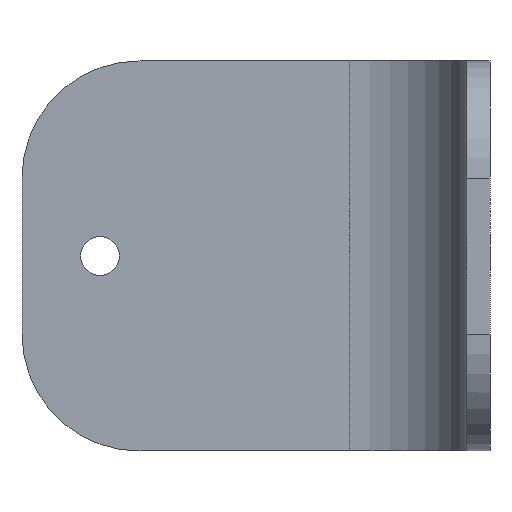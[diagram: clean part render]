
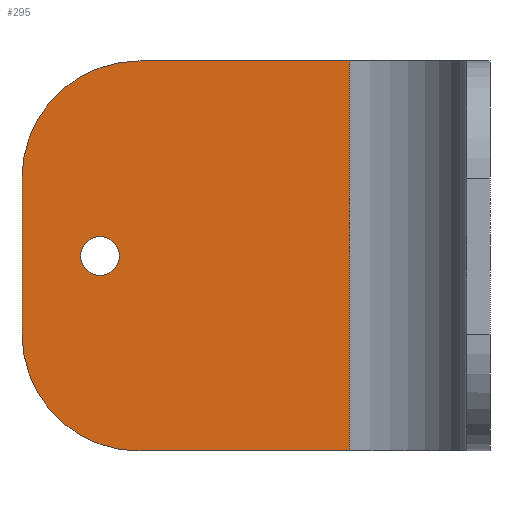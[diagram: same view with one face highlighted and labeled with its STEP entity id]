
A CAD part, front view. The second image highlights one B-rep face of the part: STEP entity #295.
In plain terms, the highlighted planar face has unit normal (0, -1, 0).
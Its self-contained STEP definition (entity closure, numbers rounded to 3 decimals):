
#15=FACE_BOUND('',#46,.T.);
#20=PLANE('',#327);
#29=FACE_OUTER_BOUND('',#45,.T.);
#45=EDGE_LOOP('',(#209,#210,#211,#212,#213,#214));
#46=EDGE_LOOP('',(#215));
#65=LINE('',#459,#91);
#68=LINE('',#465,#94);
#69=LINE('',#467,#95);
#70=LINE('',#469,#96);
#91=VECTOR('',#367,10.);
#94=VECTOR('',#372,10.);
#95=VECTOR('',#373,10.);
#96=VECTOR('',#374,10.);
#115=CIRCLE('',#324,15.);
#117=CIRCLE('',#328,15.);
#118=CIRCLE('',#329,2.5);
#131=VERTEX_POINT('',#449);
#132=VERTEX_POINT('',#450);
#135=VERTEX_POINT('',#458);
#137=VERTEX_POINT('',#464);
#138=VERTEX_POINT('',#466);
#139=VERTEX_POINT('',#468);
#140=VERTEX_POINT('',#471);
#159=EDGE_CURVE('',#131,#132,#115,.T.);
#163=EDGE_CURVE('',#132,#135,#65,.T.);
#166=EDGE_CURVE('',#131,#137,#68,.T.);
#167=EDGE_CURVE('',#137,#138,#69,.T.);
#168=EDGE_CURVE('',#139,#138,#70,.T.);
#169=EDGE_CURVE('',#135,#139,#117,.T.);
#170=EDGE_CURVE('',#140,#140,#118,.T.);
#209=ORIENTED_EDGE('',*,*,#159,.F.);
#210=ORIENTED_EDGE('',*,*,#166,.T.);
#211=ORIENTED_EDGE('',*,*,#167,.T.);
#212=ORIENTED_EDGE('',*,*,#168,.F.);
#213=ORIENTED_EDGE('',*,*,#169,.F.);
#214=ORIENTED_EDGE('',*,*,#163,.F.);
#215=ORIENTED_EDGE('',*,*,#170,.T.);
#295=ADVANCED_FACE('',(#29,#15),#20,.T.);
#324=AXIS2_PLACEMENT_3D('',#451,#359,#360);
#327=AXIS2_PLACEMENT_3D('',#463,#370,#371);
#328=AXIS2_PLACEMENT_3D('',#470,#375,#376);
#329=AXIS2_PLACEMENT_3D('',#472,#377,#378);
#359=DIRECTION('center_axis',(0.,1.,0.));
#360=DIRECTION('ref_axis',(-0.707,0.,-0.707));
#367=DIRECTION('',(0.,0.,1.));
#370=DIRECTION('center_axis',(0.,-1.,0.));
#371=DIRECTION('ref_axis',(1.,0.,0.));
#372=DIRECTION('',(1.,0.,0.));
#373=DIRECTION('',(0.,0.,1.));
#374=DIRECTION('',(1.,0.,0.));
#375=DIRECTION('center_axis',(0.,1.,0.));
#376=DIRECTION('ref_axis',(-0.707,0.,0.707));
#377=DIRECTION('center_axis',(0.,1.,0.));
#378=DIRECTION('ref_axis',(-1.,0.,0.));
#449=CARTESIAN_POINT('',(-27.,15.,0.));
#450=CARTESIAN_POINT('',(-42.,15.,15.));
#451=CARTESIAN_POINT('Origin',(-27.,15.,15.));
#458=CARTESIAN_POINT('',(-42.,15.,35.));
#459=CARTESIAN_POINT('',(-42.,15.,0.));
#463=CARTESIAN_POINT('Origin',(-42.,15.,0.));
#464=CARTESIAN_POINT('',(0.,15.,0.));
#465=CARTESIAN_POINT('',(-42.,15.,0.));
#466=CARTESIAN_POINT('',(0.,15.,50.));
#467=CARTESIAN_POINT('',(0.,15.,0.));
#468=CARTESIAN_POINT('',(-27.,15.,50.));
#469=CARTESIAN_POINT('',(-42.,15.,50.));
#470=CARTESIAN_POINT('Origin',(-27.,15.,35.));
#471=CARTESIAN_POINT('',(-29.5,15.,25.));
#472=CARTESIAN_POINT('Origin',(-32.,15.,25.));
